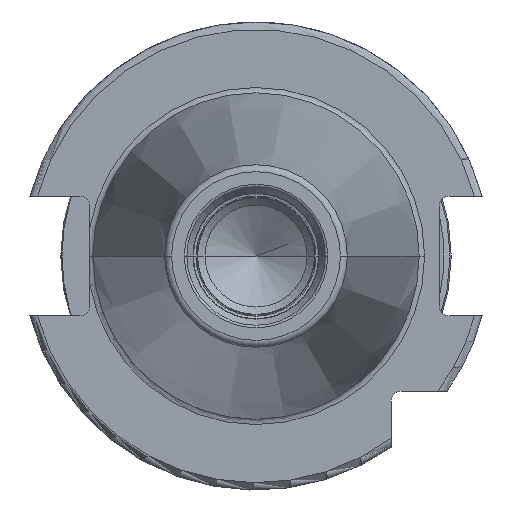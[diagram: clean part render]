
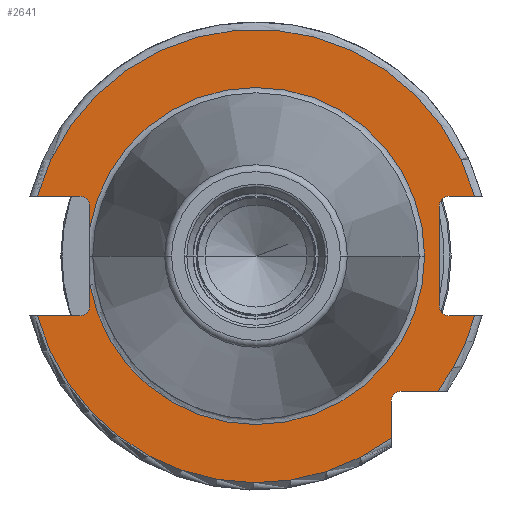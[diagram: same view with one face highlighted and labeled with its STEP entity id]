
A CAD part, left-side view. The second image highlights one B-rep face of the part: STEP entity #2641.
In plain terms, the highlighted planar face has unit normal (-1, 0, 0).
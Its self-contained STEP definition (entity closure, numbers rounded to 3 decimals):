
#105=CARTESIAN_POINT('',(3.2,22.55,-3.842));
#117=CARTESIAN_POINT('',(3.2,0.,0.));
#118=DIRECTION('',(-1.,0.,0.));
#119=DIRECTION('',(0.,0.986,-0.168));
#120=AXIS2_PLACEMENT_3D('',#117,#118,#119);
#147=CARTESIAN_POINT('',(3.2,23.9,-6.75));
#148=DIRECTION('',(1.,0.,0.));
#149=DIRECTION('',(0.,-1.,0.));
#150=AXIS2_PLACEMENT_3D('',#147,#148,#149);
#217=CARTESIAN_POINT('',(3.2,-26.2,6.75));
#218=DIRECTION('',(1.,0.,0.));
#219=DIRECTION('',(0.,1.,0.));
#220=AXIS2_PLACEMENT_3D('',#217,#218,#219);
#612=CARTESIAN_POINT('',(3.2,-26.2,-6.75));
#613=DIRECTION('',(1.,0.,0.));
#614=DIRECTION('',(0.,0.,-1.));
#615=AXIS2_PLACEMENT_3D('',#612,#613,#614);
#679=DIRECTION('',(0.,0.,-1.));
#680=VECTOR('',#679,2.908);
#681=CARTESIAN_POINT('',(3.2,22.55,6.75));
#682=LINE('',#681,#680);
#683=DIRECTION('',(0.,-1.,0.));
#684=VECTOR('',#683,5.777);
#685=CARTESIAN_POINT('',(3.2,29.677,8.1));
#686=LINE('',#685,#684);
#687=CARTESIAN_POINT('',(3.2,0.,0.));
#688=DIRECTION('',(1.,0.,0.));
#689=DIRECTION('',(0.,0.965,0.263));
#690=AXIS2_PLACEMENT_3D('',#687,#688,#689);
#692=DIRECTION('',(0.,1.,0.));
#693=VECTOR('',#692,3.477);
#694=CARTESIAN_POINT('',(3.2,-29.677,8.1));
#695=LINE('',#694,#693);
#696=DIRECTION('',(0.,0.,1.));
#697=VECTOR('',#696,13.5);
#698=CARTESIAN_POINT('',(3.2,-24.85,-6.75));
#699=LINE('',#698,#697);
#700=DIRECTION('',(0.,1.,0.));
#701=VECTOR('',#700,3.477);
#702=CARTESIAN_POINT('',(3.2,-29.677,-8.1));
#703=LINE('',#702,#701);
#704=CARTESIAN_POINT('',(3.2,0.,0.));
#705=DIRECTION('',(-1.,0.,0.));
#706=DIRECTION('',(0.,-0.803,-0.597));
#707=AXIS2_PLACEMENT_3D('',#704,#705,#706);
#709=DIRECTION('',(0.,-1.,0.));
#710=VECTOR('',#709,4.99);
#711=CARTESIAN_POINT('',(3.2,-19.7,-18.35));
#712=LINE('',#711,#710);
#713=DIRECTION('',(0.,0.,1.));
#714=VECTOR('',#713,4.99);
#715=CARTESIAN_POINT('',(3.2,-18.35,-24.69));
#716=LINE('',#715,#714);
#717=CARTESIAN_POINT('',(3.2,0.,0.));
#718=DIRECTION('',(-1.,0.,0.));
#719=DIRECTION('',(0.,0.965,-0.263));
#720=AXIS2_PLACEMENT_3D('',#717,#718,#719);
#722=DIRECTION('',(0.,-1.,0.));
#723=VECTOR('',#722,5.777);
#724=CARTESIAN_POINT('',(3.2,29.677,-8.1));
#725=LINE('',#724,#723);
#726=DIRECTION('',(0.,0.,-1.));
#727=VECTOR('',#726,2.908);
#728=CARTESIAN_POINT('',(3.2,22.55,-3.842));
#729=LINE('',#728,#727);
#739=CARTESIAN_POINT('',(3.2,23.9,6.75));
#740=DIRECTION('',(1.,0.,0.));
#741=DIRECTION('',(0.,0.,1.));
#742=AXIS2_PLACEMENT_3D('',#739,#740,#741);
#753=CARTESIAN_POINT('',(3.2,29.677,8.1));
#760=CARTESIAN_POINT('',(3.2,-29.677,8.1));
#1180=CARTESIAN_POINT('',(3.2,29.677,-8.1));
#1216=CARTESIAN_POINT('',(3.2,-29.677,-8.1));
#1243=CARTESIAN_POINT('',(3.2,-19.7,-19.7));
#1244=DIRECTION('',(1.,0.,0.));
#1245=DIRECTION('',(0.,1.,0.));
#1246=AXIS2_PLACEMENT_3D('',#1243,#1244,#1245);
#1314=CARTESIAN_POINT('',(3.2,22.55,3.842));
#1325=CARTESIAN_POINT('',(3.2,0.,0.));
#1326=DIRECTION('',(1.,0.,0.));
#1327=DIRECTION('',(0.,0.986,0.168));
#1328=AXIS2_PLACEMENT_3D('',#1325,#1326,#1327);
#1548=CARTESIAN_POINT('',(3.2,-22.875,0.));
#1550=VERTEX_POINT('',#1548);
#1690=VERTEX_POINT('',#1314);
#1692=VERTEX_POINT('',#105);
#1695=VERTEX_POINT('',#753);
#1696=VERTEX_POINT('',#760);
#1699=VERTEX_POINT('',#1180);
#1700=VERTEX_POINT('',#1216);
#1715=CARTESIAN_POINT('',(3.2,-18.35,-24.69));
#1716=VERTEX_POINT('',#1715);
#1718=CARTESIAN_POINT('',(3.2,-26.2,-8.1));
#1720=VERTEX_POINT('',#1718);
#1722=CARTESIAN_POINT('',(3.2,-26.2,8.1));
#1724=VERTEX_POINT('',#1722);
#1731=CARTESIAN_POINT('',(3.2,23.9,8.1));
#1732=VERTEX_POINT('',#1731);
#1733=CARTESIAN_POINT('',(3.2,22.55,6.75));
#1734=VERTEX_POINT('',#1733);
#1735=CARTESIAN_POINT('',(3.2,22.55,-6.75));
#1736=VERTEX_POINT('',#1735);
#1737=CARTESIAN_POINT('',(3.2,23.9,-8.1));
#1738=VERTEX_POINT('',#1737);
#1739=CARTESIAN_POINT('',(3.2,-24.85,-6.75));
#1740=CARTESIAN_POINT('',(3.2,-24.85,6.75));
#1741=VERTEX_POINT('',#1739);
#1742=VERTEX_POINT('',#1740);
#1743=CARTESIAN_POINT('',(3.2,-19.7,-18.35));
#1744=CARTESIAN_POINT('',(3.2,-24.69,-18.35));
#1745=VERTEX_POINT('',#1743);
#1746=VERTEX_POINT('',#1744);
#1747=CARTESIAN_POINT('',(3.2,-18.35,-19.7));
#1748=VERTEX_POINT('',#1747);
#2607=CARTESIAN_POINT('',(3.2,0.,0.));
#2608=DIRECTION('',(1.,0.,0.));
#2609=DIRECTION('',(0.,-1.,0.));
#2610=AXIS2_PLACEMENT_3D('',#2607,#2608,#2609);
#2611=PLANE('',#2610);
#2612=ORIENTED_EDGE('',*,*,#2006,.F.);
#2614=ORIENTED_EDGE('',*,*,#2613,.F.);
#2615=ORIENTED_EDGE('',*,*,#2112,.F.);
#2617=ORIENTED_EDGE('',*,*,#2616,.T.);
#2618=ORIENTED_EDGE('',*,*,#2140,.T.);
#2619=ORIENTED_EDGE('',*,*,#2174,.F.);
#2620=ORIENTED_EDGE('',*,*,#2203,.F.);
#2621=ORIENTED_EDGE('',*,*,#2506,.F.);
#2622=ORIENTED_EDGE('',*,*,#2540,.F.);
#2624=ORIENTED_EDGE('',*,*,#2623,.F.);
#2626=ORIENTED_EDGE('',*,*,#2625,.F.);
#2628=ORIENTED_EDGE('',*,*,#2627,.F.);
#2630=ORIENTED_EDGE('',*,*,#2629,.F.);
#2632=ORIENTED_EDGE('',*,*,#2631,.F.);
#2633=ORIENTED_EDGE('',*,*,#2581,.T.);
#2634=ORIENTED_EDGE('',*,*,#2024,.F.);
#2635=ORIENTED_EDGE('',*,*,#2011,.F.);
#2636=ORIENTED_EDGE('',*,*,#1970,.T.);
#2638=ORIENTED_EDGE('',*,*,#2637,.F.);
#2639=EDGE_LOOP('',(#2612,#2614,#2615,#2617,#2618,#2619,#2620,#2621,#2622,#2624,
#2626,#2628,#2630,#2632,#2633,#2634,#2635,#2636,#2638));
#2640=FACE_OUTER_BOUND('',#2639,.F.);
#2641=ADVANCED_FACE('',(#2640),#2611,.F.);
#121=CIRCLE('',#120,22.875);
#151=CIRCLE('',#150,1.35);
#221=CIRCLE('',#220,1.35);
#616=CIRCLE('',#615,1.35);
#691=CIRCLE('',#690,30.763);
#708=CIRCLE('',#707,30.763);
#721=CIRCLE('',#720,30.763);
#743=CIRCLE('',#742,1.35);
#1247=CIRCLE('',#1246,1.35);
#1329=CIRCLE('',#1328,22.875);
#1970=EDGE_CURVE('',#1692,#1550,#121,.T.);
#2006=EDGE_CURVE('',#1734,#1690,#682,.T.);
#2011=EDGE_CURVE('',#1692,#1736,#729,.T.);
#2024=EDGE_CURVE('',#1736,#1738,#151,.T.);
#2112=EDGE_CURVE('',#1695,#1732,#686,.T.);
#2140=EDGE_CURVE('',#1696,#1724,#695,.T.);
#2174=EDGE_CURVE('',#1742,#1724,#221,.T.);
#2203=EDGE_CURVE('',#1741,#1742,#699,.T.);
#2506=EDGE_CURVE('',#1720,#1741,#616,.T.);
#2540=EDGE_CURVE('',#1700,#1720,#703,.T.);
#2581=EDGE_CURVE('',#1699,#1738,#725,.T.);
#2613=EDGE_CURVE('',#1732,#1734,#743,.T.);
#2616=EDGE_CURVE('',#1695,#1696,#691,.T.);
#2623=EDGE_CURVE('',#1746,#1700,#708,.T.);
#2625=EDGE_CURVE('',#1745,#1746,#712,.T.);
#2627=EDGE_CURVE('',#1748,#1745,#1247,.T.);
#2629=EDGE_CURVE('',#1716,#1748,#716,.T.);
#2631=EDGE_CURVE('',#1699,#1716,#721,.T.);
#2637=EDGE_CURVE('',#1690,#1550,#1329,.T.);
